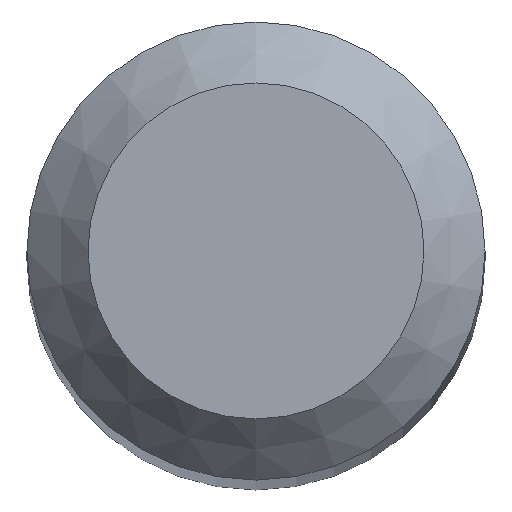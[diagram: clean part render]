
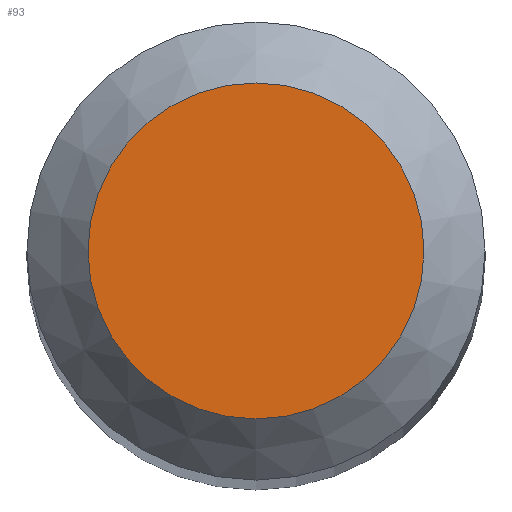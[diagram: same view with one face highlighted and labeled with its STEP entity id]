
A CAD part, top view. The second image highlights one B-rep face of the part: STEP entity #93.
In plain terms, the highlighted planar face has unit normal (0, 0, 1).
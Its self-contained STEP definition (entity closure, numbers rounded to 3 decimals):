
#3 = ORIENTED_EDGE ( 'NONE', *, *, #81, .F. ) ;
#21 = PLANE ( 'NONE',  #220 ) ;
#34 = EDGE_LOOP ( 'NONE', ( #3 ) ) ;
#59 = CARTESIAN_POINT ( 'NONE',  ( 0., 0., 50. ) ) ;
#81 = EDGE_CURVE ( 'NONE', #140, #140, #89, .T. ) ;
#89 = CIRCLE ( 'NONE', #225, 1.1 ) ;
#90 = DIRECTION ( 'NONE',  ( 0., 0., -1. ) ) ;
#93 = ADVANCED_FACE ( 'NONE', ( #197 ), #21, .F. ) ;
#106 = CARTESIAN_POINT ( 'NONE',  ( 0., 0., 50. ) ) ;
#140 = VERTEX_POINT ( 'NONE', #253 ) ;
#146 = DIRECTION ( 'NONE',  ( 0., 1., 0. ) ) ;
#197 = FACE_OUTER_BOUND ( 'NONE', #34, .T. ) ;
#204 = DIRECTION ( 'NONE',  ( 0., 1., 0. ) ) ;
#213 = DIRECTION ( 'NONE',  ( 0., 0., -1. ) ) ;
#220 = AXIS2_PLACEMENT_3D ( 'NONE', #106, #90, #146 ) ;
#225 = AXIS2_PLACEMENT_3D ( 'NONE', #59, #213, #204 ) ;
#253 = CARTESIAN_POINT ( 'NONE',  ( 0., 1.1, 50. ) ) ;
